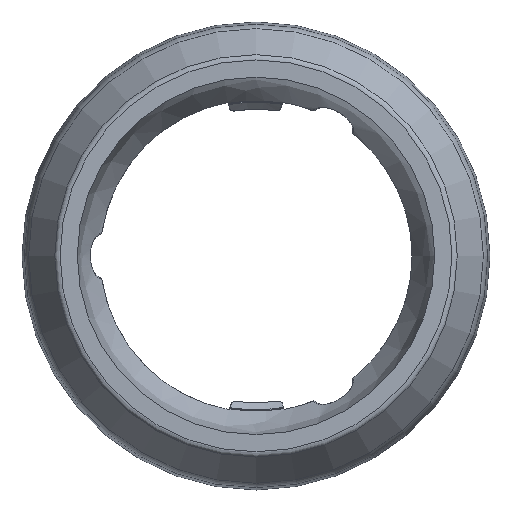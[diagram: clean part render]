
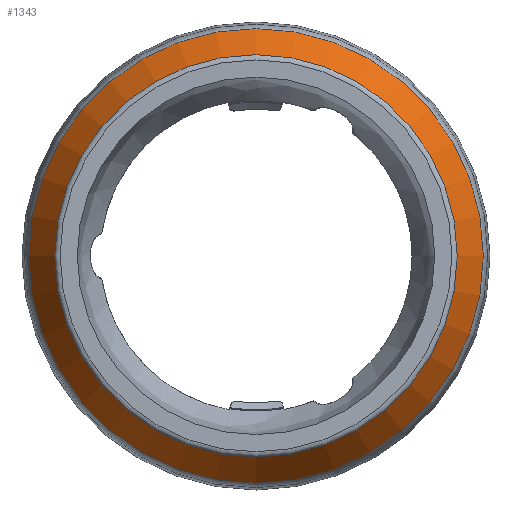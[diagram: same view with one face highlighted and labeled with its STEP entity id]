
A CAD part, top view. The second image highlights one B-rep face of the part: STEP entity #1343.
In plain terms, the highlighted conical face has half-angle 31.535 degrees and reference radius 20.738 mm.
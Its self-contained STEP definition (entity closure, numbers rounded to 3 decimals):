
#129=LINE('',#3337,#168);
#168=VECTOR('',#1858,20.738);
#273=FACE_OUTER_BOUND('',#373,.T.);
#373=EDGE_LOOP('',(#1234,#1235,#1236,#1237));
#527=CIRCLE('',#1500,19.476);
#529=CIRCLE('',#1503,22.);
#658=VERTEX_POINT('',#3331);
#659=VERTEX_POINT('',#3335);
#850=EDGE_CURVE('',#658,#658,#527,.T.);
#852=EDGE_CURVE('',#659,#659,#529,.T.);
#853=EDGE_CURVE('',#659,#658,#129,.T.);
#1234=ORIENTED_EDGE('',*,*,#852,.F.);
#1235=ORIENTED_EDGE('',*,*,#853,.T.);
#1236=ORIENTED_EDGE('',*,*,#850,.T.);
#1237=ORIENTED_EDGE('',*,*,#853,.F.);
#1261=CONICAL_SURFACE('',#1502,20.738,0.55);
#1343=ADVANCED_FACE('',(#273),#1261,.T.);
#1500=AXIS2_PLACEMENT_3D('',#3332,#1850,#1851);
#1502=AXIS2_PLACEMENT_3D('',#3334,#1854,#1855);
#1503=AXIS2_PLACEMENT_3D('',#3336,#1856,#1857);
#1850=DIRECTION('center_axis',(0.,0.,
-1.));
#1851=DIRECTION('ref_axis',(1.,0.,0.));
#1854=DIRECTION('center_axis',(0.,0.,
-1.));
#1855=DIRECTION('ref_axis',(-1.,0.,0.));
#1856=DIRECTION('center_axis',(0.,0.,
-1.));
#1857=DIRECTION('ref_axis',(1.,0.,0.));
#1858=DIRECTION('',(-0.523,0.,0.852));
#3331=CARTESIAN_POINT('',(49.2,-77.007,26.114));
#3332=CARTESIAN_POINT('Origin',(29.724,-77.007,26.114));
#3334=CARTESIAN_POINT('Origin',(29.724,-77.007,24.057));
#3335=CARTESIAN_POINT('',(51.724,-77.007,22.));
#3336=CARTESIAN_POINT('Origin',(29.724,-77.007,22.));
#3337=CARTESIAN_POINT('',(50.462,-77.007,24.057));
